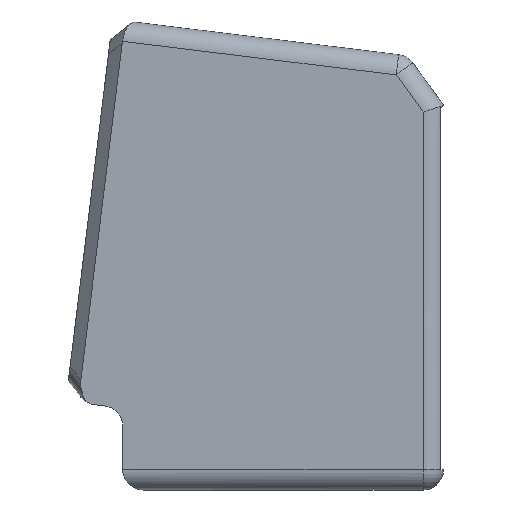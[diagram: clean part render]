
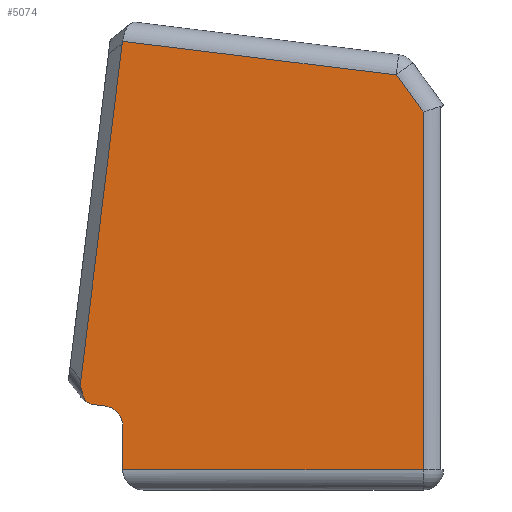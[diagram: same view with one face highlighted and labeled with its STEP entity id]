
A CAD part, left-side view. The second image highlights one B-rep face of the part: STEP entity #5074.
In plain terms, the highlighted planar face has unit normal (-1, 0, 0).
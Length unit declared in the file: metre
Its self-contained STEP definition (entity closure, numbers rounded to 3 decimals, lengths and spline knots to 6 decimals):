
#191=CIRCLE('',#5425,0.005);
#192=CIRCLE('',#5426,0.005);
#247=ELLIPSE('',#5424,0.00866,0.005);
#248=ELLIPSE('',#5427,0.00866,0.005);
#354=LINE('',#7212,#828);
#386=LINE('',#7309,#860);
#406=LINE('',#7357,#880);
#407=LINE('',#7359,#881);
#408=LINE('',#7361,#882);
#409=LINE('',#7363,#883);
#410=LINE('',#7367,#884);
#828=VECTOR('',#5825,1.);
#860=VECTOR('',#5895,1.);
#880=VECTOR('',#5931,1.);
#881=VECTOR('',#5932,1.);
#882=VECTOR('',#5933,1.);
#883=VECTOR('',#5934,1.);
#884=VECTOR('',#5937,1.);
#1461=ORIENTED_EDGE('',*,*,#3001,.T.);
#1462=ORIENTED_EDGE('',*,*,#3002,.T.);
#1463=ORIENTED_EDGE('',*,*,#2980,.F.);
#1464=ORIENTED_EDGE('',*,*,#3003,.T.);
#1465=ORIENTED_EDGE('',*,*,#2933,.F.);
#1466=ORIENTED_EDGE('',*,*,#3004,.T.);
#1467=ORIENTED_EDGE('',*,*,#3005,.T.);
#1468=ORIENTED_EDGE('',*,*,#3006,.T.);
#1469=ORIENTED_EDGE('',*,*,#3007,.T.);
#1470=ORIENTED_EDGE('',*,*,#3008,.T.);
#1471=ORIENTED_EDGE('',*,*,#3009,.T.);
#2933=EDGE_CURVE('',#3704,#3705,#354,.T.);
#2980=EDGE_CURVE('',#3751,#3752,#386,.T.);
#3001=EDGE_CURVE('',#3769,#3770,#247,.F.);
#3002=EDGE_CURVE('',#3770,#3752,#191,.F.);
#3003=EDGE_CURVE('',#3751,#3705,#192,.T.);
#3004=EDGE_CURVE('',#3704,#3771,#406,.T.);
#3005=EDGE_CURVE('',#3771,#3772,#407,.F.);
#3006=EDGE_CURVE('',#3772,#3773,#408,.F.);
#3007=EDGE_CURVE('',#3773,#3774,#409,.F.);
#3008=EDGE_CURVE('',#3774,#3775,#248,.F.);
#3009=EDGE_CURVE('',#3775,#3769,#410,.T.);
#3704=VERTEX_POINT('',#7211);
#3705=VERTEX_POINT('',#7213);
#3751=VERTEX_POINT('',#7310);
#3752=VERTEX_POINT('',#7311);
#3769=VERTEX_POINT('',#7353);
#3770=VERTEX_POINT('',#7354);
#3771=VERTEX_POINT('',#7358);
#3772=VERTEX_POINT('',#7360);
#3773=VERTEX_POINT('',#7362);
#3774=VERTEX_POINT('',#7364);
#3775=VERTEX_POINT('',#7366);
#4275=EDGE_LOOP('',(#1461,#1462,#1463,#1464,#1465,#1466,#1467,#1468,#1469,
#1470,#1471));
#4611=FACE_BOUND('',#4275,.T.);
#4924=PLANE('',#5423);
#5074=ADVANCED_FACE('',(#4611),#4924,.F.);
#5423=AXIS2_PLACEMENT_3D('',#7351,#5923,#5924);
#5424=AXIS2_PLACEMENT_3D('',#7352,#5925,#5926);
#5425=AXIS2_PLACEMENT_3D('',#7355,#5927,#5928);
#5426=AXIS2_PLACEMENT_3D('',#7356,#5929,#5930);
#5427=AXIS2_PLACEMENT_3D('',#7365,#5935,#5936);
#5825=DIRECTION('',(0.,0.,1.));
#5895=DIRECTION('',(0.,0.993,0.122));
#5923=DIRECTION('',(1.,0.,0.));
#5924=DIRECTION('',(0.,1.,0.));
#5925=DIRECTION('',(1.,0.,0.));
#5926=DIRECTION('',(0.,0.616,0.788));
#5927=DIRECTION('',(1.,0.,0.));
#5928=DIRECTION('',(0.,0.,-1.));
#5929=DIRECTION('',(1.,0.,0.));
#5930=DIRECTION('',(0.,0.,-1.));
#5931=DIRECTION('',(0.,-1.,0.));
#5932=DIRECTION('',(0.,0.,-1.));
#5933=DIRECTION('',(0.,-0.588,-0.809));
#5934=DIRECTION('',(0.,-0.993,-0.122));
#5935=DIRECTION('',(1.,0.,0.));
#5936=DIRECTION('',(0.,-0.788,0.616));
#5937=DIRECTION('',(0.,0.122,-0.993));
#7211=CARTESIAN_POINT('',(0.,0.,0.005));
#7212=CARTESIAN_POINT('',(0.,0.,0.01));
#7213=CARTESIAN_POINT('',(0.,0.,0.015576));
#7309=CARTESIAN_POINT('',(0.,0.006948,0.020853));
#7310=CARTESIAN_POINT('',(0.,0.004391,0.020539));
#7311=CARTESIAN_POINT('',(0.,0.006877,0.020844));
#7351=CARTESIAN_POINT('',(0.,-0.032271,0.0575));
#7352=CARTESIAN_POINT('',(0.,0.003656,0.022464));
#7353=CARTESIAN_POINT('',(0.,0.010243,0.026835));
#7354=CARTESIAN_POINT('',(0.,0.009057,0.021657));
#7355=CARTESIAN_POINT('',(0.,0.006268,0.025807));
#7356=CARTESIAN_POINT('',(0.,0.005,0.015576));
#7357=CARTESIAN_POINT('',(0.,-0.078438,0.005));
#7358=CARTESIAN_POINT('',(0.,-0.073438,0.005));
#7359=CARTESIAN_POINT('',(0.,-0.073438,0.0575));
#7360=CARTESIAN_POINT('',(0.,-0.073438,0.092392));
#7361=CARTESIAN_POINT('',(0.,-0.075807,0.089131));
#7362=CARTESIAN_POINT('',(0.,-0.066854,0.101454));
#7363=CARTESIAN_POINT('',(0.,-0.038101,0.104985));
#7364=CARTESIAN_POINT('',(0.,0.000047,0.109669));
#7365=CARTESIAN_POINT('',(0.,-0.007312,0.111788));
#7366=CARTESIAN_POINT('',(0.,0.000138,0.10914));
#7367=CARTESIAN_POINT('',(0.,0.005903,0.062187));
